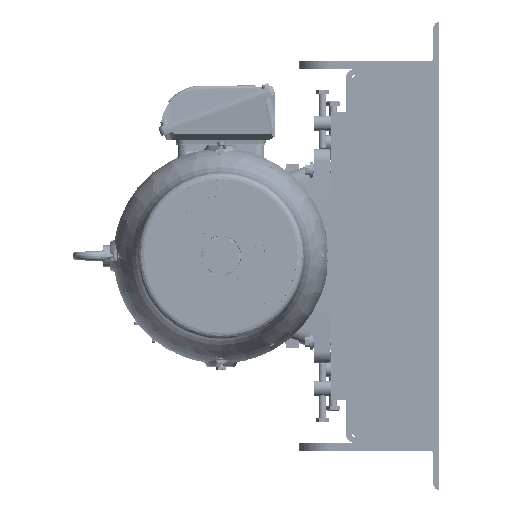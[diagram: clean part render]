
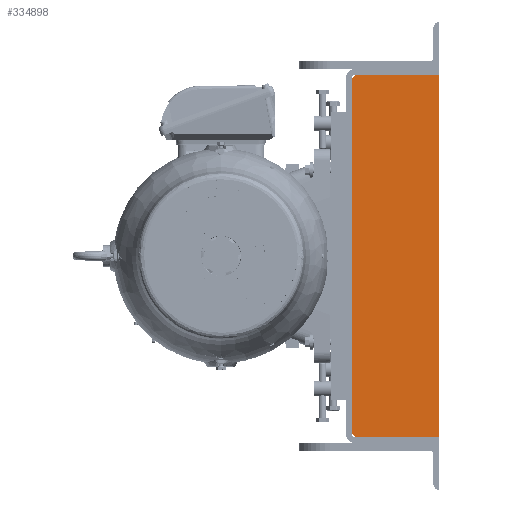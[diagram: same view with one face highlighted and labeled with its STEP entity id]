
A CAD part, left-side view. The second image highlights one B-rep face of the part: STEP entity #334898.
In plain terms, the highlighted planar face has unit normal (-1, 0, 0).
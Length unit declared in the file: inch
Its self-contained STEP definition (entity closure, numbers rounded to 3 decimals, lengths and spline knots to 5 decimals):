
#6616 = CARTESIAN_POINT ( 'NONE',  ( -44.80875, -10.45654, 11.86194 ) ) ;
#13278 = CARTESIAN_POINT ( 'NONE',  ( -44.80875, -8.49821, -11.2214 ) ) ;
#19353 = CARTESIAN_POINT ( 'NONE',  ( -44.80875, -8.66488, -11.38806 ) ) ;
#34394 = CARTESIAN_POINT ( 'NONE',  ( -44.80875, -8.41488, -11.13806 ) ) ;
#44659 = CARTESIAN_POINT ( 'NONE',  ( -44.80875, -14.03988, -11.38806 ) ) ;
#46641 = CARTESIAN_POINT ( 'NONE',  ( -44.80875, -8.41488, 11.61194 ) ) ;
#48231 = EDGE_CURVE ( 'NONE', #237408, #305134, #175946, .T. ) ;
#48435 = CARTESIAN_POINT ( 'NONE',  ( -44.80875, -8.41488, -11.13806 ) ) ;
#55450 = CARTESIAN_POINT ( 'NONE',  ( -44.80875, -8.41488, 11.61194 ) ) ;
#56840 = CARTESIAN_POINT ( 'NONE',  ( -44.80875, -14.03988, 11.86194 ) ) ;
#85666 = EDGE_CURVE ( 'NONE', #399330, #237408, #351995, .T. ) ;
#106364 = CARTESIAN_POINT ( 'NONE',  ( -44.80875, -12.24821, 11.86194 ) ) ;
#111222 = CARTESIAN_POINT ( 'NONE',  ( -44.80875, -8.66488, 11.86194 ) ) ;
#133007 = EDGE_CURVE ( 'NONE', #292620, #430849, #185137, .T. ) ;
#134997 = ORIENTED_EDGE ( 'NONE', *, *, #167772, .T. ) ;
#140867 = DIRECTION ( 'NONE',  ( 0., 0., 1. ) ) ;
#142965 = AXIS2_PLACEMENT_3D ( 'NONE', #341581, #433687, #140867 ) ;
#147222 = ORIENTED_EDGE ( 'NONE', *, *, #221980, .T. ) ;
#164874 = CARTESIAN_POINT ( 'NONE',  ( -44.80875, -8.41488, 4.0286 ) ) ;
#166337 = CARTESIAN_POINT ( 'NONE',  ( -44.80875, -8.41488, -3.55473 ) ) ;
#167772 = EDGE_CURVE ( 'NONE', #305134, #389497, #429712, .T. ) ;
#175946 = B_SPLINE_CURVE_WITH_KNOTS ( 'NONE', 3,
 ( #279487, #376172, #414159, #178431 ),
 .UNSPECIFIED., .F., .F.,
 ( 4, 4 ),
 ( 0., 1. ),
 .UNSPECIFIED. ) ;
#178431 = CARTESIAN_POINT ( 'NONE',  ( -44.80875, -14.03988, 11.86194 ) ) ;
#181643 = ORIENTED_EDGE ( 'NONE', *, *, #85666, .T. ) ;
#185137 = B_SPLINE_CURVE_WITH_KNOTS ( 'NONE', 3,
 ( #333344, #164874, #166337, #34394 ),
 .UNSPECIFIED., .F., .F.,
 ( 4, 4 ),
 ( 0., 1. ),
 .UNSPECIFIED. ) ;
#204293 = CARTESIAN_POINT ( 'NONE',  ( -44.80875, -8.66488, -11.38806 ) ) ;
#207930 = CARTESIAN_POINT ( 'NONE',  ( -44.80875, -8.66488, 11.86194 ) ) ;
#221980 = EDGE_CURVE ( 'NONE', #430849, #399330, #279491, .T. ) ;
#237408 = VERTEX_POINT ( 'NONE', #44659 ) ;
#237973 = CARTESIAN_POINT ( 'NONE',  ( -44.80875, -12.24821, -11.38806 ) ) ;
#239423 = CARTESIAN_POINT ( 'NONE',  ( -44.80875, -10.45654, -11.38806 ) ) ;
#247745 = CARTESIAN_POINT ( 'NONE',  ( -44.80875, -8.58154, -11.30473 ) ) ;
#247979 = B_SPLINE_CURVE_WITH_KNOTS ( 'NONE', 3,
 ( #111222, #408588, #345649, #46641 ),
 .UNSPECIFIED., .F., .F.,
 ( 4, 4 ),
 ( 0., 1. ),
 .UNSPECIFIED. ) ;
#248971 = ORIENTED_EDGE ( 'NONE', *, *, #267600, .T. ) ;
#267600 = EDGE_CURVE ( 'NONE', #389497, #292620, #247979, .T. ) ;
#274211 = PLANE ( 'NONE',  #142965 ) ;
#279487 = CARTESIAN_POINT ( 'NONE',  ( -44.80875, -14.03988, -11.38806 ) ) ;
#279491 = B_SPLINE_CURVE_WITH_KNOTS ( 'NONE', 3,
 ( #48435, #13278, #247745, #285827 ),
 .UNSPECIFIED., .F., .F.,
 ( 4, 4 ),
 ( 0., 1. ),
 .UNSPECIFIED. ) ;
#282399 = ORIENTED_EDGE ( 'NONE', *, *, #48231, .T. ) ;
#285827 = CARTESIAN_POINT ( 'NONE',  ( -44.80875, -8.66488, -11.38806 ) ) ;
#292620 = VERTEX_POINT ( 'NONE', #55450 ) ;
#301099 = CARTESIAN_POINT ( 'NONE',  ( -44.80875, -14.03988, -11.38806 ) ) ;
#305134 = VERTEX_POINT ( 'NONE', #56840 ) ;
#307136 = CARTESIAN_POINT ( 'NONE',  ( -44.80875, -14.03988, 11.86194 ) ) ;
#316029 = ORIENTED_EDGE ( 'NONE', *, *, #133007, .T. ) ;
#333344 = CARTESIAN_POINT ( 'NONE',  ( -44.80875, -8.41488, 11.61194 ) ) ;
#334898 = ADVANCED_FACE ( 'NONE', ( #392730 ), #274211, .T. ) ;
#340782 = CARTESIAN_POINT ( 'NONE',  ( -44.80875, -8.66488, 11.86194 ) ) ;
#341581 = CARTESIAN_POINT ( 'NONE',  ( -44.80875, -14.03988, 12.28329 ) ) ;
#345649 = CARTESIAN_POINT ( 'NONE',  ( -44.80875, -8.49821, 11.69527 ) ) ;
#347566 = EDGE_LOOP ( 'NONE', ( #147222, #181643, #282399, #134997, #248971, #316029 ) ) ;
#351995 = B_SPLINE_CURVE_WITH_KNOTS ( 'NONE', 3,
 ( #204293, #239423, #237973, #301099 ),
 .UNSPECIFIED., .F., .F.,
 ( 4, 4 ),
 ( 0., 1. ),
 .UNSPECIFIED. ) ;
#376172 = CARTESIAN_POINT ( 'NONE',  ( -44.80875, -14.03988, -3.63806 ) ) ;
#389497 = VERTEX_POINT ( 'NONE', #207930 ) ;
#392730 = FACE_OUTER_BOUND ( 'NONE', #347566, .T. ) ;
#399330 = VERTEX_POINT ( 'NONE', #19353 ) ;
#403889 = CARTESIAN_POINT ( 'NONE',  ( -44.80875, -8.41488, -11.13806 ) ) ;
#408588 = CARTESIAN_POINT ( 'NONE',  ( -44.80875, -8.58154, 11.7786 ) ) ;
#414159 = CARTESIAN_POINT ( 'NONE',  ( -44.80875, -14.03988, 4.11194 ) ) ;
#429712 = B_SPLINE_CURVE_WITH_KNOTS ( 'NONE', 3,
 ( #307136, #106364, #6616, #340782 ),
 .UNSPECIFIED., .F., .F.,
 ( 4, 4 ),
 ( 0., 1. ),
 .UNSPECIFIED. ) ;
#430849 = VERTEX_POINT ( 'NONE', #403889 ) ;
#433687 = DIRECTION ( 'NONE',  ( -1., 0., 0. ) ) ;
